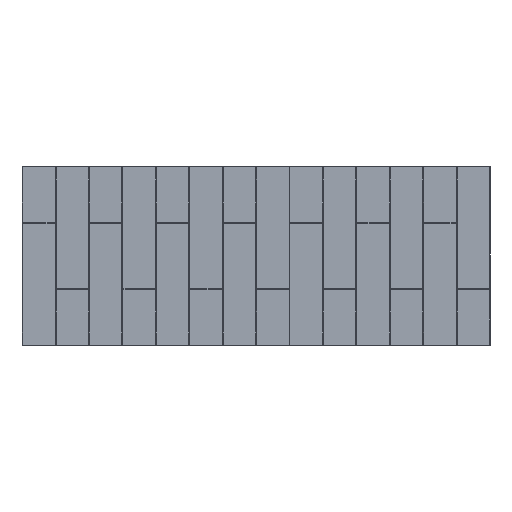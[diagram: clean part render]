
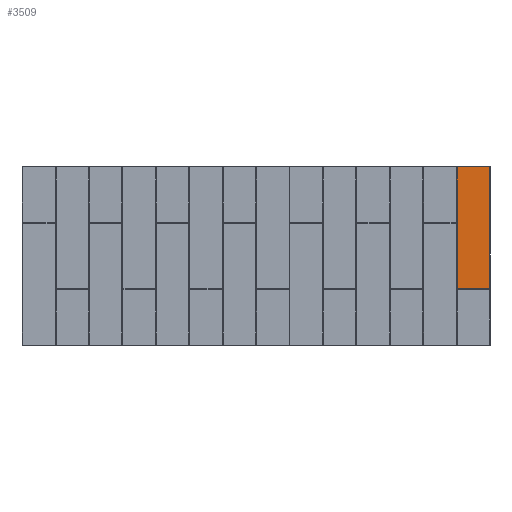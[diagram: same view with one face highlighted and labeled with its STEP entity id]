
A CAD part, top view. The second image highlights one B-rep face of the part: STEP entity #3509.
In plain terms, the highlighted planar face has unit normal (0, 0, 1).
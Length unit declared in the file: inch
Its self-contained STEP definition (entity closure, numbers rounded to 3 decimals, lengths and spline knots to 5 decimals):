
#771 = VERTEX_POINT ( 'NONE', #1959 ) ;
#1397 = EDGE_CURVE ( 'NONE', #13276, #16604, #25182, .T. ) ;
#1800 = PLANE ( 'NONE',  #31392 ) ;
#1957 = FACE_OUTER_BOUND ( 'NONE', #17525, .T. ) ;
#1959 = CARTESIAN_POINT ( 'NONE',  ( 42.0945, -23.91522, 0.1875 ) ) ;
#2143 = DIRECTION ( 'NONE',  ( 1., 0., 0. ) ) ;
#2529 = EDGE_CURVE ( 'NONE', #771, #31012, #6861, .T. ) ;
#2904 = ORIENTED_EDGE ( 'NONE', *, *, #1397, .F. ) ;
#3189 = CARTESIAN_POINT ( 'NONE',  ( 42.08478, -23.9055, 0.1875 ) ) ;
#3450 = CARTESIAN_POINT ( 'NONE',  ( 47.96201, 0., 0.1875 ) ) ;
#3509 = ADVANCED_FACE ( 'NONE', ( #1957 ), #1800, .T. ) ;
#3669 = EDGE_CURVE ( 'NONE', #9704, #31012, #24927, .T. ) ;
#4410 = CARTESIAN_POINT ( 'NONE',  ( 0., -2., 0.1875 ) ) ;
#5285 = CARTESIAN_POINT ( 'NONE',  ( 42.08478, 0., 0.1875 ) ) ;
#5599 = DIRECTION ( 'NONE',  ( 0., -1., 0. ) ) ;
#6861 = B_SPLINE_CURVE_WITH_KNOTS ( 'NONE', 3,
 ( #15172, #24922, #20135, #7984, #15336, #12960, #22695, #27653, #28419, #18194 ),
 .UNSPECIFIED., .F., .F.,
 ( 4, 2, 2, 2, 4 ),
 ( 0., 0.12821, 0.33333, 0.66154, 1. ),
 .UNSPECIFIED. ) ;
#7984 = CARTESIAN_POINT ( 'NONE',  ( 42.09153, -23.91481, 0.1875 ) ) ;
#9704 = VERTEX_POINT ( 'NONE', #13438 ) ;
#11032 = CARTESIAN_POINT ( 'NONE',  ( 47.96201, -2., 0.1875 ) ) ;
#11427 = VECTOR ( 'NONE', #5599, 39.37008 ) ;
#11570 = CARTESIAN_POINT ( 'NONE',  ( 0., 0., 0.1875 ) ) ;
#12960 = CARTESIAN_POINT ( 'NONE',  ( 42.0882, -23.91308, 0.1875 ) ) ;
#13276 = VERTEX_POINT ( 'NONE', #11032 ) ;
#13438 = CARTESIAN_POINT ( 'NONE',  ( 42.08478, -2., 0.1875 ) ) ;
#14140 = DIRECTION ( 'NONE',  ( 1., 0., 0. ) ) ;
#15172 = CARTESIAN_POINT ( 'NONE',  ( 42.0945, -23.91522, 0.1875 ) ) ;
#15336 = CARTESIAN_POINT ( 'NONE',  ( 42.09055, -23.91444, 0.1875 ) ) ;
#16016 = VECTOR ( 'NONE', #2143, 39.37008 ) ;
#16604 = VERTEX_POINT ( 'NONE', #16731 ) ;
#16676 = LINE ( 'NONE', #29467, #16016 ) ;
#16731 = CARTESIAN_POINT ( 'NONE',  ( 47.96201, -23.91522, 0.1875 ) ) ;
#17525 = EDGE_LOOP ( 'NONE', ( #19606, #20991, #22430, #25402, #2904 ) ) ;
#18194 = CARTESIAN_POINT ( 'NONE',  ( 42.08478, -23.9055, 0.1875 ) ) ;
#18303 = LINE ( 'NONE', #4410, #18939 ) ;
#18939 = VECTOR ( 'NONE', #14140, 39.37008 ) ;
#19067 = DIRECTION ( 'NONE',  ( 0., 0., 1. ) ) ;
#19381 = EDGE_CURVE ( 'NONE', #9704, #13276, #18303, .T. ) ;
#19421 = VECTOR ( 'NONE', #20547, 39.37008 ) ;
#19606 = ORIENTED_EDGE ( 'NONE', *, *, #19381, .F. ) ;
#20135 = CARTESIAN_POINT ( 'NONE',  ( 42.0932, -23.91515, 0.1875 ) ) ;
#20547 = DIRECTION ( 'NONE',  ( 0., -1., 0. ) ) ;
#20991 = ORIENTED_EDGE ( 'NONE', *, *, #3669, .T. ) ;
#22430 = ORIENTED_EDGE ( 'NONE', *, *, #2529, .F. ) ;
#22695 = CARTESIAN_POINT ( 'NONE',  ( 42.08697, -23.91187, 0.1875 ) ) ;
#24922 = CARTESIAN_POINT ( 'NONE',  ( 42.09386, -23.91522, 0.1875 ) ) ;
#24927 = LINE ( 'NONE', #5285, #11427 ) ;
#25182 = LINE ( 'NONE', #3450, #19421 ) ;
#25323 = EDGE_CURVE ( 'NONE', #771, #16604, #16676, .T. ) ;
#25402 = ORIENTED_EDGE ( 'NONE', *, *, #25323, .T. ) ;
#27653 = CARTESIAN_POINT ( 'NONE',  ( 42.08525, -23.90894, 0.1875 ) ) ;
#28419 = CARTESIAN_POINT ( 'NONE',  ( 42.08478, -23.90721, 0.1875 ) ) ;
#29422 = DIRECTION ( 'NONE',  ( 1., 0., 0. ) ) ;
#29467 = CARTESIAN_POINT ( 'NONE',  ( 0., -23.91522, 0.1875 ) ) ;
#31012 = VERTEX_POINT ( 'NONE', #3189 ) ;
#31392 = AXIS2_PLACEMENT_3D ( 'NONE', #11570, #19067, #29422 ) ;
